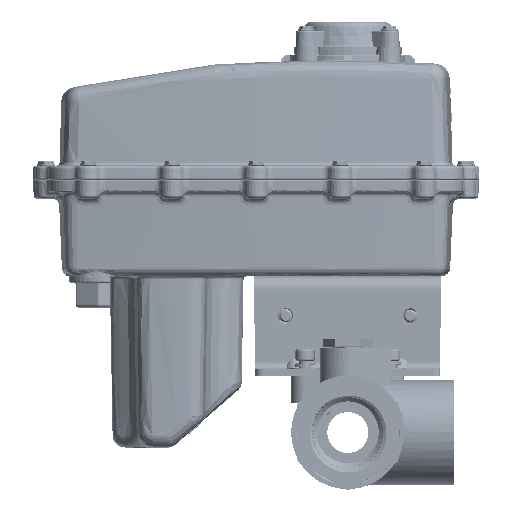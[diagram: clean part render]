
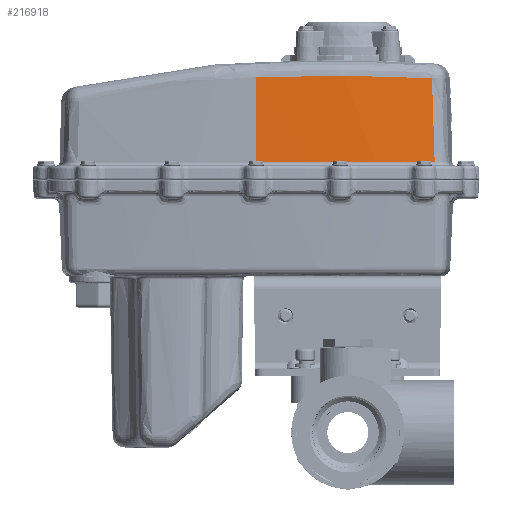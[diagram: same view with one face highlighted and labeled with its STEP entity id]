
A CAD part, top view. The second image highlights one B-rep face of the part: STEP entity #216918.
In plain terms, the highlighted conical face has half-angle 2 degrees and reference radius 762 mm.
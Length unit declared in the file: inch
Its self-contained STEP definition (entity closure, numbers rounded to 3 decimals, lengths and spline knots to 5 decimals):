
#809 = ORIENTED_EDGE ( 'NONE', *, *, #219089, .T. ) ;
#7567 = B_SPLINE_CURVE_WITH_KNOTS ( 'NONE', 3,
 ( #80545, #149570, #215147, #218521, #63519, #145088, #214037, #59062 ),
 .UNSPECIFIED., .F., .F.,
 ( 4, 2, 2, 4 ),
 ( 0., 0.03596, 0.05395, 0.07193 ),
 .UNSPECIFIED. ) ;
#10574 = CARTESIAN_POINT ( 'NONE',  ( -1.3521, 1.67996, -1.60757 ) ) ;
#11511 = VERTEX_POINT ( 'NONE', #10574 ) ;
#11987 = AXIS2_PLACEMENT_3D ( 'NONE', #151179, #182854, #99197 ) ;
#18604 = CIRCLE ( 'NONE', #22313, 29.98827 ) ;
#22313 = AXIS2_PLACEMENT_3D ( 'NONE', #117476, #186465, #116388 ) ;
#26580 = DIRECTION ( 'NONE',  ( 0., -0.999, -0.035 ) ) ;
#39608 = CARTESIAN_POINT ( 'NONE',  ( 1.475, 0.3358, -1.78827 ) ) ;
#40321 = CARTESIAN_POINT ( 'NONE',  ( -1.37573, 0.94887, -1.63096 ) ) ;
#41311 = CARTESIAN_POINT ( 'NONE',  ( 1.475, 0., -1.8 ) ) ;
#57224 = CARTESIAN_POINT ( 'NONE',  ( -1.3521, 1.67996, -1.60757 ) ) ;
#59062 = CARTESIAN_POINT ( 'NONE',  ( 1.475, 1.69428, -1.74083 ) ) ;
#61394 = B_SPLINE_CURVE_WITH_KNOTS ( 'NONE', 3,
 ( #195278, #196389, #140992, #40321, #143246, #212197, #57224 ),
 .UNSPECIFIED., .F., .F.,
 ( 4, 3, 4 ),
 ( 0.00854, 0.02413, 0.04272 ),
 .UNSPECIFIED. ) ;
#63519 = CARTESIAN_POINT ( 'NONE',  ( 0.53165, 1.71981, -1.72601 ) ) ;
#77781 = VECTOR ( 'NONE', #26580, 39.37008 ) ;
#80500 = CARTESIAN_POINT ( 'NONE',  ( 1.475, 1.69428, -1.74083 ) ) ;
#80545 = CARTESIAN_POINT ( 'NONE',  ( -1.3521, 1.67996, -1.60757 ) ) ;
#93674 = CARTESIAN_POINT ( 'NONE',  ( -1.39552, 0.3358, -1.65057 ) ) ;
#96773 = ORIENTED_EDGE ( 'NONE', *, *, #210932, .T. ) ;
#99197 = DIRECTION ( 'NONE',  ( 0., 0., -1. ) ) ;
#99947 = ORIENTED_EDGE ( 'NONE', *, *, #197117, .T. ) ;
#106426 = VERTEX_POINT ( 'NONE', #39608 ) ;
#116388 = DIRECTION ( 'NONE',  ( 0., 0., 1. ) ) ;
#117476 = CARTESIAN_POINT ( 'NONE',  ( 1.475, 0.3358, 28.2 ) ) ;
#127579 = CONICAL_SURFACE ( 'NONE', #11987, 30., 0.035 ) ;
#140992 = CARTESIAN_POINT ( 'NONE',  ( -1.38233, 0.74451, -1.6375 ) ) ;
#143246 = CARTESIAN_POINT ( 'NONE',  ( -1.36786, 1.19257, -1.62317 ) ) ;
#143574 = EDGE_LOOP ( 'NONE', ( #809, #99947, #184081, #96773 ) ) ;
#145088 = CARTESIAN_POINT ( 'NONE',  ( 1.00342, 1.71118, -1.73746 ) ) ;
#149570 = CARTESIAN_POINT ( 'NONE',  ( -0.88245, 1.70431, -1.65126 ) ) ;
#150093 = FACE_OUTER_BOUND ( 'NONE', #143574, .T. ) ;
#150240 = VERTEX_POINT ( 'NONE', #80500 ) ;
#151179 = CARTESIAN_POINT ( 'NONE',  ( 1.475, 0., 28.2 ) ) ;
#154413 = VERTEX_POINT ( 'NONE', #93674 ) ;
#164561 = LINE ( 'NONE', #41311, #77781 ) ;
#182854 = DIRECTION ( 'NONE',  ( 0., -1., 0. ) ) ;
#184081 = ORIENTED_EDGE ( 'NONE', *, *, #187292, .T. ) ;
#186465 = DIRECTION ( 'NONE',  ( 0., 1., 0. ) ) ;
#187292 = EDGE_CURVE ( 'NONE', #106426, #154413, #18604, .T. ) ;
#195278 = CARTESIAN_POINT ( 'NONE',  ( -1.39552, 0.3358, -1.65057 ) ) ;
#196389 = CARTESIAN_POINT ( 'NONE',  ( -1.38893, 0.54016, -1.64404 ) ) ;
#197117 = EDGE_CURVE ( 'NONE', #150240, #106426, #164561, .T. ) ;
#210932 = EDGE_CURVE ( 'NONE', #154413, #11511, #61394, .T. ) ;
#212197 = CARTESIAN_POINT ( 'NONE',  ( -1.35998, 1.43626, -1.61537 ) ) ;
#214037 = CARTESIAN_POINT ( 'NONE',  ( 1.23924, 1.70411, -1.74049 ) ) ;
#215147 = CARTESIAN_POINT ( 'NONE',  ( -0.41182, 1.71774, -1.68423 ) ) ;
#216918 = ADVANCED_FACE ( 'NONE', ( #150093 ), #127579, .T. ) ;
#218521 = CARTESIAN_POINT ( 'NONE',  ( 0.2956, 1.72136, -1.71758 ) ) ;
#219089 = EDGE_CURVE ( 'NONE', #11511, #150240, #7567, .T. ) ;
